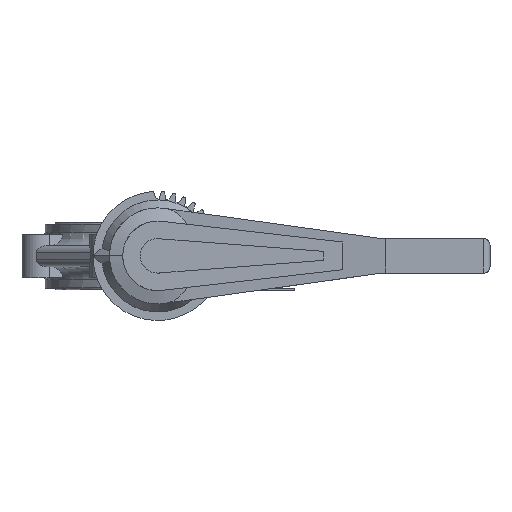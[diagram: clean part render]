
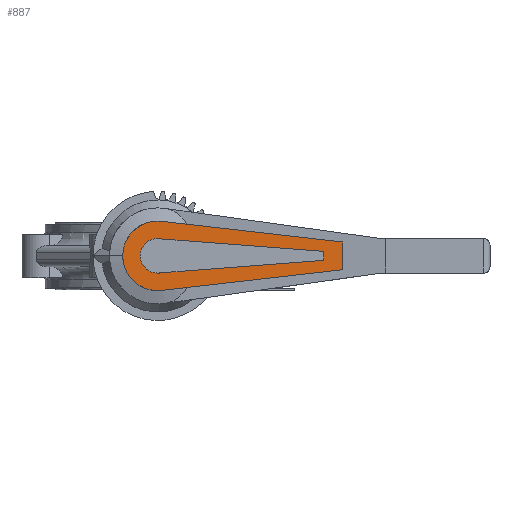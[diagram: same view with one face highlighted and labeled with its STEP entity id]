
A CAD part, top view. The second image highlights one B-rep face of the part: STEP entity #887.
In plain terms, the highlighted planar face has unit normal (0, 0, 1).
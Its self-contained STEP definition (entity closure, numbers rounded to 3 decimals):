
#887=ADVANCED_FACE('',(#2232,#2233),#2234,.T.);
#2232=FACE_BOUND('',#4071,.T.);
#2233=FACE_OUTER_BOUND('',#4072,.T.);
#2234=PLANE('',#4073);
#4071=EDGE_LOOP('',(#6795,#6796,#6797,#6798,#6799,#6800,#6801,#6802,#6803));
#4072=EDGE_LOOP('',(#6804,#6805,#6806,#6807,#6808));
#4073=AXIS2_PLACEMENT_3D('',#6809,#6810,#6811);
#6795=ORIENTED_EDGE('',*,*,#11660,.T.);
#6796=ORIENTED_EDGE('',*,*,#11664,.T.);
#6797=ORIENTED_EDGE('',*,*,#11654,.T.);
#6798=ORIENTED_EDGE('',*,*,#11647,.T.);
#6799=ORIENTED_EDGE('',*,*,#11652,.T.);
#6800=ORIENTED_EDGE('',*,*,#11671,.T.);
#6801=ORIENTED_EDGE('',*,*,#11675,.T.);
#6802=ORIENTED_EDGE('',*,*,#11573,.T.);
#6803=ORIENTED_EDGE('',*,*,#11666,.T.);
#6804=ORIENTED_EDGE('',*,*,#11975,.F.);
#6805=ORIENTED_EDGE('',*,*,#11967,.F.);
#6806=ORIENTED_EDGE('',*,*,#11969,.F.);
#6807=ORIENTED_EDGE('',*,*,#11568,.F.);
#6808=ORIENTED_EDGE('',*,*,#11972,.F.);
#6809=CARTESIAN_POINT('',(20.0,0.0,283.0));
#6810=DIRECTION('',(0.0,0.0,1.0));
#6811=DIRECTION('',(1.0,0.0,0.0));
#11568=EDGE_CURVE('',#14076,#14072,#14078,.T.);
#11573=EDGE_CURVE('',#14081,#14085,#14087,.T.);
#11647=EDGE_CURVE('',#14211,#14209,#14212,.T.);
#11652=EDGE_CURVE('',#14209,#14217,#14219,.T.);
#11654=EDGE_CURVE('',#14221,#14211,#14222,.T.);
#11660=EDGE_CURVE('',#14232,#14230,#14233,.T.);
#11664=EDGE_CURVE('',#14230,#14221,#14237,.T.);
#11666=EDGE_CURVE('',#14085,#14232,#14239,.T.);
#11671=EDGE_CURVE('',#14217,#14244,#14246,.T.);
#11675=EDGE_CURVE('',#14244,#14081,#14250,.T.);
#11967=EDGE_CURVE('',#14683,#14681,#14685,.T.);
#11969=EDGE_CURVE('',#14072,#14683,#14687,.T.);
#11972=EDGE_CURVE('',#14689,#14076,#14692,.T.);
#11975=EDGE_CURVE('',#14681,#14689,#14695,.T.);
#14072=VERTEX_POINT('',#18890);
#14076=VERTEX_POINT('',#18968);
#14078=CIRCLE('',#18971,40.363);
#14081=VERTEX_POINT('',#18974);
#14085=VERTEX_POINT('',#18979);
#14087=CIRCLE('',#18982,20.0);
#14209=VERTEX_POINT('',#19184);
#14211=VERTEX_POINT('',#19187);
#14212=LINE('',#19188,#19189);
#14217=VERTEX_POINT('',#19196);
#14219=LINE('',#19199,#19200);
#14221=VERTEX_POINT('',#19202);
#14222=LINE('',#19203,#19204);
#14230=VERTEX_POINT('',#19215);
#14232=VERTEX_POINT('',#19218);
#14233=LINE('',#19219,#19220);
#14237=LINE('',#19226,#19227);
#14239=LINE('',#19229,#19230);
#14244=VERTEX_POINT('',#19237);
#14246=LINE('',#19240,#19241);
#14250=CIRCLE('',#19245,20.0);
#14681=VERTEX_POINT('',#19835);
#14683=VERTEX_POINT('',#19838);
#14685=LINE('',#19841,#19842);
#14687=CIRCLE('',#19844,40.363);
#14689=VERTEX_POINT('',#19846);
#14692=LINE('',#19850,#19851);
#14695=LINE('',#19863,#19864);
#18890=CARTESIAN_POINT('',(-5.402,40.,283.0));
#18968=CARTESIAN_POINT('',(5.407,-40.0,283.0));
#18971=AXIS2_PLACEMENT_3D('',#25380,#25381,#25382);
#18974=CARTESIAN_POINT('',(-20.0,0.,283.0));
#18979=CARTESIAN_POINT('',(0.0,20.0,283.0));
#18982=AXIS2_PLACEMENT_3D('',#25388,#25389,#25390);
#19184=CARTESIAN_POINT('',(2.783,-19.805,283.0));
#19187=CARTESIAN_POINT('',(193.0,-5.214,283.0));
#19188=CARTESIAN_POINT('',(60.347,-15.39,283.0));
#19189=VECTOR('',#25493,1.0);
#19196=CARTESIAN_POINT('',(2.783,-20.0,283.0));
#19199=CARTESIAN_POINT('',(2.783,-31.201,283.0));
#19200=VECTOR('',#25497,1.0);
#19202=CARTESIAN_POINT('',(193.0,5.214,283.0));
#19203=CARTESIAN_POINT('',(193.0,0.0,283.0));
#19204=VECTOR('',#25498,1.0);
#19215=CARTESIAN_POINT('',(2.783,19.805,283.0));
#19218=CARTESIAN_POINT('',(2.783,20.0,283.0));
#19219=CARTESIAN_POINT('',(2.783,31.201,283.0));
#19220=VECTOR('',#25503,1.0);
#19226=CARTESIAN_POINT('',(60.347,15.39,283.0));
#19227=VECTOR('',#25506,1.0);
#19229=CARTESIAN_POINT('',(58.25,20.0,283.0));
#19230=VECTOR('',#25507,1.0);
#19237=CARTESIAN_POINT('',(0.0,-20.0,283.0));
#19240=CARTESIAN_POINT('',(58.25,-20.0,283.0));
#19241=VECTOR('',#25511,1.0);
#19245=AXIS2_PLACEMENT_3D('',#25515,#25516,#25517);
#19835=CARTESIAN_POINT('',(215.143,16.092,283.0));
#19838=CARTESIAN_POINT('',(5.407,40.0,283.0));
#19841=CARTESIAN_POINT('',(5.407,40.0,283.0));
#19842=VECTOR('',#25856,1.0);
#19844=AXIS2_PLACEMENT_3D('',#25857,#25858,#25859);
#19846=CARTESIAN_POINT('',(215.143,-16.092,283.0));
#19850=CARTESIAN_POINT('',(356.316,0.0,283.0));
#19851=VECTOR('',#25861,1.0);
#19863=CARTESIAN_POINT('',(215.143,27.374,283.0));
#19864=VECTOR('',#25862,1.0);
#25380=CARTESIAN_POINT('',(0.003,0.,283.0));
#25381=DIRECTION('',(0.0,0.0,-1.0));
#25382=DIRECTION('',(0.134,-0.991,0.0));
#25388=CARTESIAN_POINT('',(0.0,0.0,283.0));
#25389=DIRECTION('',(0.0,0.0,-1.0));
#25390=DIRECTION('',(1.0,0.0,0.0));
#25493=DIRECTION('',(-0.997,-0.076,0.0));
#25497=DIRECTION('',(0.0,-1.0,0.0));
#25498=DIRECTION('',(0.0,-1.0,0.0));
#25503=DIRECTION('',(0.0,-1.0,0.0));
#25506=DIRECTION('',(0.997,-0.076,0.0));
#25507=DIRECTION('',(1.0,0.0,-0.0));
#25511=DIRECTION('',(-1.0,0.0,0.0));
#25515=CARTESIAN_POINT('',(0.0,0.0,283.0));
#25516=DIRECTION('',(0.0,0.0,-1.0));
#25517=DIRECTION('',(1.0,0.0,0.0));
#25856=DIRECTION('',(0.994,-0.113,0.0));
#25857=CARTESIAN_POINT('',(0.003,0.,283.0));
#25858=DIRECTION('',(0.0,0.0,-1.0));
#25859=DIRECTION('',(0.134,-0.991,0.0));
#25861=DIRECTION('',(-0.994,-0.113,0.0));
#25862=DIRECTION('',(-0.0,-1.0,-0.0));
